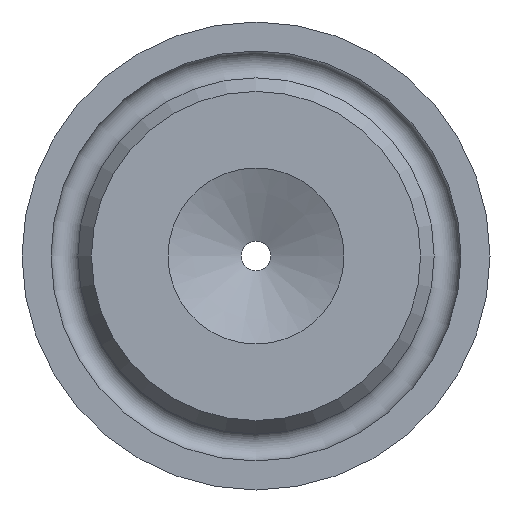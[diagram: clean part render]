
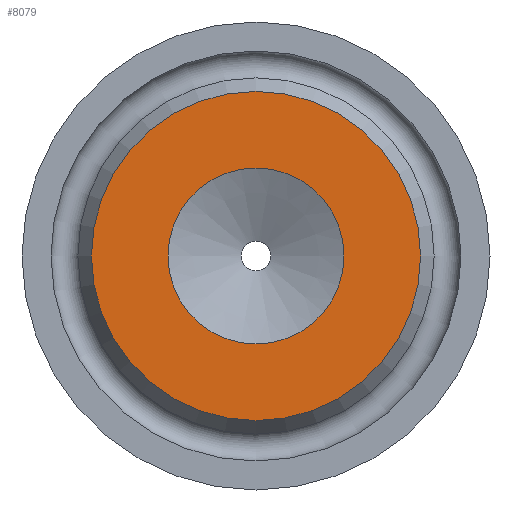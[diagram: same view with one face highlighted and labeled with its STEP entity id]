
A CAD part, left-side view. The second image highlights one B-rep face of the part: STEP entity #8079.
In plain terms, the highlighted planar face has unit normal (-1, 0, 0).
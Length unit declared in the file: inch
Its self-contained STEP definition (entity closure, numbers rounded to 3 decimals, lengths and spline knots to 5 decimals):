
#67=CIRCLE('',#8408,0.185);
#68=CIRCLE('',#8409,0.185);
#69=CIRCLE('',#8411,0.34605);
#70=CIRCLE('',#8412,0.34605);
#125=FACE_BOUND('',#2269,.T.);
#333=PLANE('',#8410);
#1773=FACE_OUTER_BOUND('',#2268,.T.);
#2268=EDGE_LOOP('',(#7526,#7527));
#2269=EDGE_LOOP('',(#7528,#7529));
#3857=VERTEX_POINT('',#17865);
#3858=VERTEX_POINT('',#17867);
#3859=VERTEX_POINT('',#17871);
#3860=VERTEX_POINT('',#17872);
#5083=EDGE_CURVE('',#3858,#3857,#67,.T.);
#5084=EDGE_CURVE('',#3857,#3858,#68,.T.);
#5085=EDGE_CURVE('',#3859,#3860,#69,.T.);
#5086=EDGE_CURVE('',#3860,#3859,#70,.T.);
#7526=ORIENTED_EDGE('',*,*,#5085,.F.);
#7527=ORIENTED_EDGE('',*,*,#5086,.F.);
#7528=ORIENTED_EDGE('',*,*,#5083,.T.);
#7529=ORIENTED_EDGE('',*,*,#5084,.T.);
#8079=ADVANCED_FACE('',(#1773,#125),#333,.T.);
#8408=AXIS2_PLACEMENT_3D('',#17868,#9438,#9439);
#8409=AXIS2_PLACEMENT_3D('',#17869,#9440,#9441);
#8410=AXIS2_PLACEMENT_3D('',#17870,#9442,#9443);
#8411=AXIS2_PLACEMENT_3D('',#17873,#9444,#9445);
#8412=AXIS2_PLACEMENT_3D('',#17874,#9446,#9447);
#9438=DIRECTION('center_axis',(1.,0.,0.));
#9439=DIRECTION('ref_axis',(0.,1.,0.));
#9440=DIRECTION('center_axis',(1.,0.,0.));
#9441=DIRECTION('ref_axis',(0.,1.,0.));
#9442=DIRECTION('center_axis',(-1.,0.,0.));
#9443=DIRECTION('ref_axis',(0.,0.,1.));
#9444=DIRECTION('center_axis',(1.,0.,0.));
#9445=DIRECTION('ref_axis',(0.,1.,0.));
#9446=DIRECTION('center_axis',(1.,0.,0.));
#9447=DIRECTION('ref_axis',(0.,1.,0.));
#17865=CARTESIAN_POINT('',(0.031,-0.185,0.));
#17867=CARTESIAN_POINT('',(0.031,0.185,0.));
#17868=CARTESIAN_POINT('Origin',(0.031,0.,0.));
#17869=CARTESIAN_POINT('Origin',(0.031,0.,0.));
#17870=CARTESIAN_POINT('Origin',(0.031,0.26553,0.));
#17871=CARTESIAN_POINT('',(0.031,0.34605,0.));
#17872=CARTESIAN_POINT('',(0.031,-0.34605,0.));
#17873=CARTESIAN_POINT('Origin',(0.031,0.,0.));
#17874=CARTESIAN_POINT('Origin',(0.031,0.,0.));
